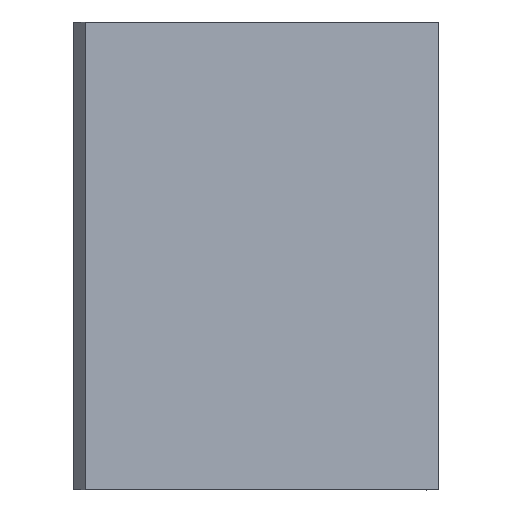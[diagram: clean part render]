
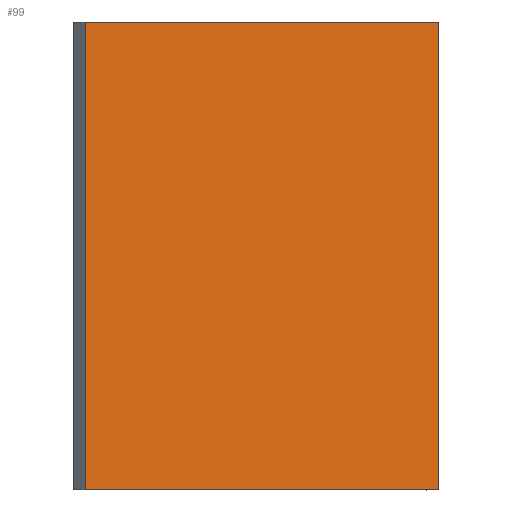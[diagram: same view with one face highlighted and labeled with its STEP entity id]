
A CAD part, top view. The second image highlights one B-rep face of the part: STEP entity #99.
In plain terms, the highlighted planar face has unit normal (0.116, 0, 0.993).
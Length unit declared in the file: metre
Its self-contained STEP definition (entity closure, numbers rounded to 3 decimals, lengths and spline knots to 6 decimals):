
#16=ORIENTED_EDGE('',*,*,#40,.T.);
#17=ORIENTED_EDGE('',*,*,#41,.T.);
#18=ORIENTED_EDGE('',*,*,#42,.T.);
#19=ORIENTED_EDGE('',*,*,#43,.T.);
#40=EDGE_CURVE('',#52,#53,#60,.T.);
#41=EDGE_CURVE('',#53,#54,#61,.T.);
#42=EDGE_CURVE('',#54,#55,#62,.T.);
#43=EDGE_CURVE('',#55,#52,#63,.T.);
#52=VERTEX_POINT('',#161);
#53=VERTEX_POINT('',#162);
#54=VERTEX_POINT('',#164);
#55=VERTEX_POINT('',#166);
#60=LINE('',#160,#72);
#61=LINE('',#163,#73);
#62=LINE('',#165,#74);
#63=LINE('',#167,#75);
#72=VECTOR('',#133,1.);
#73=VECTOR('',#134,1.);
#74=VECTOR('',#135,1.);
#75=VECTOR('',#136,1.);
#81=EDGE_LOOP('',(#16,#17,#18,#19));
#87=FACE_BOUND('',#81,.T.);
#93=PLANE('',#118);
#99=ADVANCED_FACE('',(#87),#93,.T.);
#118=AXIS2_PLACEMENT_3D('',#159,#131,#132);
#131=DIRECTION('',(0.116,0.,0.993));
#132=DIRECTION('',(0.993,0.,-0.116));
#133=DIRECTION('',(-0.993,0.,0.116));
#134=DIRECTION('',(0.,-1.,0.));
#135=DIRECTION('',(0.993,0.,-0.116));
#136=DIRECTION('',(0.,1.,0.));
#159=CARTESIAN_POINT('',(-0.195252,0.325877,0.032017));
#160=CARTESIAN_POINT('',(-0.273285,0.239793,0.041101));
#161=CARTESIAN_POINT('',(-0.272588,0.239793,0.04102));
#162=CARTESIAN_POINT('',(-0.273982,0.239793,0.041182));
#163=CARTESIAN_POINT('',(-0.273982,0.23887,0.041182));
#164=CARTESIAN_POINT('',(-0.273982,0.237947,0.041182));
#165=CARTESIAN_POINT('',(-0.273285,0.237947,0.041101));
#166=CARTESIAN_POINT('',(-0.272588,0.237947,0.04102));
#167=CARTESIAN_POINT('',(-0.272588,0.23887,0.04102));
